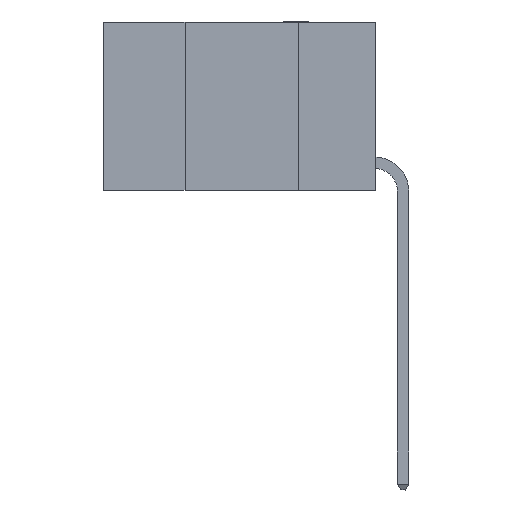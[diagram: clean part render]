
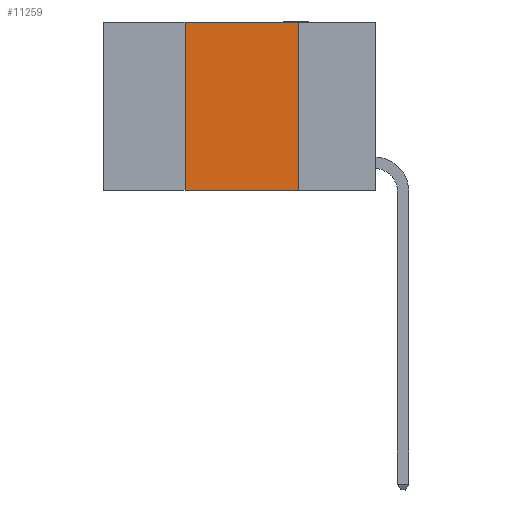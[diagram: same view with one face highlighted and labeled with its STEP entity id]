
A CAD part, left-side view. The second image highlights one B-rep face of the part: STEP entity #11259.
In plain terms, the highlighted planar face has unit normal (-1, 0, 0).
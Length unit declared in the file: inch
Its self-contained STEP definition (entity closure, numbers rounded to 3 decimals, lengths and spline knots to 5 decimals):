
#1106 = CARTESIAN_POINT ( 'NONE',  ( 0., 0.17, -0.37 ) ) ;
#1611 = DIRECTION ( 'NONE',  ( 0., -1., 0. ) ) ;
#1711 = LINE ( 'NONE', #3693, #5346 ) ;
#1842 = ORIENTED_EDGE ( 'NONE', *, *, #15758, .F. ) ;
#2093 = EDGE_CURVE ( 'NONE', #12463, #11427, #8933, .T. ) ;
#2432 = VECTOR ( 'NONE', #1611, 39.37008 ) ;
#2950 = CARTESIAN_POINT ( 'NONE',  ( 0., 0.6, 0. ) ) ;
#3600 = CARTESIAN_POINT ( 'NONE',  ( 0., 0.6, 0. ) ) ;
#3693 = CARTESIAN_POINT ( 'NONE',  ( 0., 0.17, 0. ) ) ;
#3747 = EDGE_LOOP ( 'NONE', ( #5033, #12243, #1842, #5459 ) ) ;
#4842 = DIRECTION ( 'NONE',  ( 0., -1., 0. ) ) ;
#4947 = DIRECTION ( 'NONE',  ( 0., 0., -1. ) ) ;
#5033 = ORIENTED_EDGE ( 'NONE', *, *, #7079, .F. ) ;
#5270 = VECTOR ( 'NONE', #4842, 39.37008 ) ;
#5346 = VECTOR ( 'NONE', #11812, 39.37008 ) ;
#5459 = ORIENTED_EDGE ( 'NONE', *, *, #2093, .T. ) ;
#6071 = CARTESIAN_POINT ( 'NONE',  ( 0., 0.42, -0.37 ) ) ;
#6104 = DIRECTION ( 'NONE',  ( 0., 0., 1. ) ) ;
#6420 = LINE ( 'NONE', #2950, #2432 ) ;
#7079 = EDGE_CURVE ( 'NONE', #10043, #11427, #1711, .T. ) ;
#7336 = AXIS2_PLACEMENT_3D ( 'NONE', #3600, #13002, #4947 ) ;
#7426 = FACE_OUTER_BOUND ( 'NONE', #3747, .T. ) ;
#7515 = CARTESIAN_POINT ( 'NONE',  ( 0., 0.42, 0. ) ) ;
#7656 = PLANE ( 'NONE',  #7336 ) ;
#8607 = CARTESIAN_POINT ( 'NONE',  ( 0., 0.42, 0. ) ) ;
#8933 = LINE ( 'NONE', #8939, #5270 ) ;
#8939 = CARTESIAN_POINT ( 'NONE',  ( 0., 0.6, -0.37 ) ) ;
#9117 = VERTEX_POINT ( 'NONE', #8607 ) ;
#9536 = VECTOR ( 'NONE', #6104, 39.37008 ) ;
#10043 = VERTEX_POINT ( 'NONE', #10283 ) ;
#10283 = CARTESIAN_POINT ( 'NONE',  ( 0., 0.17, 0. ) ) ;
#11259 = ADVANCED_FACE ( 'NONE', ( #7426 ), #7656, .F. ) ;
#11427 = VERTEX_POINT ( 'NONE', #1106 ) ;
#11812 = DIRECTION ( 'NONE',  ( 0., 0., -1. ) ) ;
#12243 = ORIENTED_EDGE ( 'NONE', *, *, #16856, .F. ) ;
#12463 = VERTEX_POINT ( 'NONE', #6071 ) ;
#13002 = DIRECTION ( 'NONE',  ( 1., 0., 0. ) ) ;
#13413 = LINE ( 'NONE', #7515, #9536 ) ;
#15758 = EDGE_CURVE ( 'NONE', #12463, #9117, #13413, .T. ) ;
#16856 = EDGE_CURVE ( 'NONE', #9117, #10043, #6420, .T. ) ;
